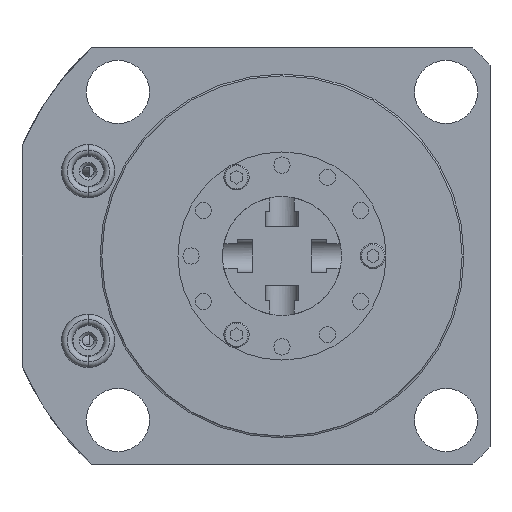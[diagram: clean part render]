
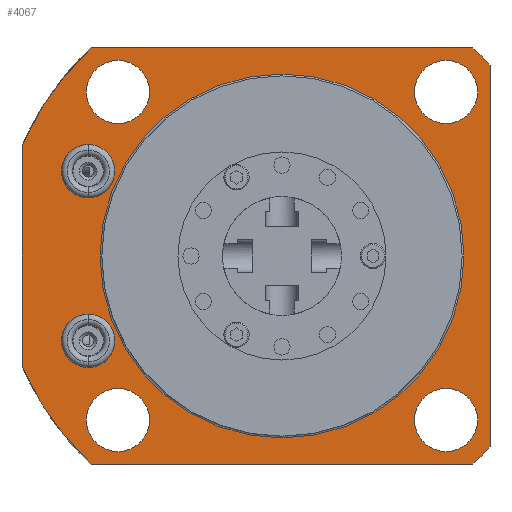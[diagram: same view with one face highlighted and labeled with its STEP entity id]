
A CAD part, front view. The second image highlights one B-rep face of the part: STEP entity #4067.
In plain terms, the highlighted planar face has unit normal (0, -1, 0).
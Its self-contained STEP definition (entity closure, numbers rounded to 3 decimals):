
#755=CARTESIAN_POINT('',(0.,88.9,0.));
#756=DIRECTION('',(0.,-1.,0.));
#757=DIRECTION('',(0.,0.,1.));
#758=AXIS2_PLACEMENT_3D('',#755,#756,#757);
#770=CARTESIAN_POINT('',(0.,88.9,0.));
#771=DIRECTION('',(0.,-1.,0.));
#772=DIRECTION('',(-0.921,0.,-0.39));
#773=AXIS2_PLACEMENT_3D('',#770,#771,#772);
#775=CARTESIAN_POINT('',(0.,88.9,0.));
#776=DIRECTION('',(0.,-1.,0.));
#777=DIRECTION('',(-0.676,0.,0.737));
#778=AXIS2_PLACEMENT_3D('',#775,#776,#777);
#780=CARTESIAN_POINT('',(0.,88.9,0.));
#781=DIRECTION('',(0.,-1.,0.));
#782=DIRECTION('',(0.737,0.,0.676));
#783=AXIS2_PLACEMENT_3D('',#780,#781,#782);
#785=CARTESIAN_POINT('',(0.,88.9,0.));
#786=DIRECTION('',(0.,-1.,0.));
#787=DIRECTION('',(0.676,0.,-0.737));
#788=AXIS2_PLACEMENT_3D('',#785,#786,#787);
#790=CARTESIAN_POINT('',(35.052,88.9,-35.052));
#791=DIRECTION('',(0.,-1.,0.));
#792=DIRECTION('',(1.,0.,0.));
#793=AXIS2_PLACEMENT_3D('',#790,#791,#792);
#795=CARTESIAN_POINT('',(35.052,88.9,-35.052));
#796=DIRECTION('',(0.,-1.,0.));
#797=DIRECTION('',(-1.,0.,0.));
#798=AXIS2_PLACEMENT_3D('',#795,#796,#797);
#800=CARTESIAN_POINT('',(35.052,88.9,35.052));
#801=DIRECTION('',(0.,-1.,0.));
#802=DIRECTION('',(1.,0.,0.));
#803=AXIS2_PLACEMENT_3D('',#800,#801,#802);
#805=CARTESIAN_POINT('',(35.052,88.9,35.052));
#806=DIRECTION('',(0.,-1.,0.));
#807=DIRECTION('',(-1.,0.,0.));
#808=AXIS2_PLACEMENT_3D('',#805,#806,#807);
#810=CARTESIAN_POINT('',(-35.052,88.9,-35.052));
#811=DIRECTION('',(0.,-1.,0.));
#812=DIRECTION('',(1.,0.,0.));
#813=AXIS2_PLACEMENT_3D('',#810,#811,#812);
#815=CARTESIAN_POINT('',(-35.052,88.9,-35.052));
#816=DIRECTION('',(0.,-1.,0.));
#817=DIRECTION('',(-1.,0.,0.));
#818=AXIS2_PLACEMENT_3D('',#815,#816,#817);
#820=CARTESIAN_POINT('',(-35.052,88.9,35.052));
#821=DIRECTION('',(0.,-1.,0.));
#822=DIRECTION('',(1.,0.,0.));
#823=AXIS2_PLACEMENT_3D('',#820,#821,#822);
#825=CARTESIAN_POINT('',(-35.052,88.9,35.052));
#826=DIRECTION('',(0.,-1.,0.));
#827=DIRECTION('',(-1.,0.,0.));
#828=AXIS2_PLACEMENT_3D('',#825,#826,#827);
#830=CARTESIAN_POINT('',(-41.402,88.9,-18.11));
#831=DIRECTION('',(0.,1.,0.));
#832=DIRECTION('',(-1.,0.,0.));
#833=AXIS2_PLACEMENT_3D('',#830,#831,#832);
#835=CARTESIAN_POINT('',(-41.402,88.9,-18.11));
#836=DIRECTION('',(0.,1.,0.));
#837=DIRECTION('',(1.,0.,0.));
#838=AXIS2_PLACEMENT_3D('',#835,#836,#837);
#840=CARTESIAN_POINT('',(-41.402,88.9,18.11));
#841=DIRECTION('',(0.,1.,0.));
#842=DIRECTION('',(-1.,0.,0.));
#843=AXIS2_PLACEMENT_3D('',#840,#841,#842);
#845=CARTESIAN_POINT('',(-41.402,88.9,18.11));
#846=DIRECTION('',(0.,1.,0.));
#847=DIRECTION('',(1.,0.,0.));
#848=AXIS2_PLACEMENT_3D('',#845,#846,#847);
#866=DIRECTION('',(-1.,0.,0.));
#867=VECTOR('',#866,81.567);
#868=CARTESIAN_POINT('',(40.784,88.9,-44.45));
#869=LINE('',#868,#867);
#966=DIRECTION('',(0.,0.,1.));
#967=VECTOR('',#966,47.045);
#968=CARTESIAN_POINT('',(-55.55,88.9,-23.522));
#969=LINE('',#968,#967);
#1389=DIRECTION('',(0.,0.,-1.));
#1390=VECTOR('',#1389,81.567);
#1391=CARTESIAN_POINT('',(44.45,88.9,40.784));
#1392=LINE('',#1391,#1390);
#1476=DIRECTION('',(1.,0.,0.));
#1477=VECTOR('',#1476,81.567);
#1478=CARTESIAN_POINT('',(-40.784,88.9,44.45));
#1479=LINE('',#1478,#1477);
#2124=CARTESIAN_POINT('',(0.,88.9,0.));
#2125=DIRECTION('',(0.,-1.,0.));
#2126=DIRECTION('',(0.,0.,-1.));
#2127=AXIS2_PLACEMENT_3D('',#2124,#2125,#2126);
#2645=CARTESIAN_POINT('',(40.784,88.9,-44.45));
#2646=CARTESIAN_POINT('',(-40.784,88.9,-44.45));
#2647=VERTEX_POINT('',#2645);
#2648=VERTEX_POINT('',#2646);
#2649=CARTESIAN_POINT('',(-55.55,88.9,-23.522));
#2650=CARTESIAN_POINT('',(-55.55,88.9,23.522));
#2651=VERTEX_POINT('',#2649);
#2652=VERTEX_POINT('',#2650);
#2653=CARTESIAN_POINT('',(-40.784,88.9,44.45));
#2654=CARTESIAN_POINT('',(40.784,88.9,44.45));
#2655=VERTEX_POINT('',#2653);
#2656=VERTEX_POINT('',#2654);
#2657=CARTESIAN_POINT('',(44.45,88.9,40.784));
#2658=CARTESIAN_POINT('',(44.45,88.9,-40.784));
#2659=VERTEX_POINT('',#2657);
#2660=VERTEX_POINT('',#2658);
#2661=CARTESIAN_POINT('',(41.796,88.9,-35.052));
#2662=CARTESIAN_POINT('',(28.309,88.9,-35.052));
#2663=VERTEX_POINT('',#2661);
#2664=VERTEX_POINT('',#2662);
#2669=CARTESIAN_POINT('',(-47.104,88.9,-18.11));
#2670=CARTESIAN_POINT('',(-35.7,88.9,-18.11));
#2671=VERTEX_POINT('',#2669);
#2672=VERTEX_POINT('',#2670);
#2691=CARTESIAN_POINT('',(0.,88.9,-38.874));
#2692=CARTESIAN_POINT('',(0.,88.9,38.874));
#2693=VERTEX_POINT('',#2691);
#2694=VERTEX_POINT('',#2692);
#2729=CARTESIAN_POINT('',(41.796,88.9,35.052));
#2730=CARTESIAN_POINT('',(28.309,88.9,35.052));
#2731=VERTEX_POINT('',#2729);
#2732=VERTEX_POINT('',#2730);
#2733=CARTESIAN_POINT('',(-28.309,88.9,-35.052));
#2734=CARTESIAN_POINT('',(-41.796,88.9,-35.052));
#2735=VERTEX_POINT('',#2733);
#2736=VERTEX_POINT('',#2734);
#2737=CARTESIAN_POINT('',(-28.309,88.9,35.052));
#2738=CARTESIAN_POINT('',(-41.796,88.9,35.052));
#2739=VERTEX_POINT('',#2737);
#2740=VERTEX_POINT('',#2738);
#2817=CARTESIAN_POINT('',(-47.104,88.9,18.11));
#2818=CARTESIAN_POINT('',(-35.7,88.9,18.11));
#2819=VERTEX_POINT('',#2817);
#2820=VERTEX_POINT('',#2818);
#4003=CARTESIAN_POINT('',(0.,88.9,0.));
#4004=DIRECTION('',(0.,-1.,0.));
#4005=DIRECTION('',(0.,0.,1.));
#4006=AXIS2_PLACEMENT_3D('',#4003,#4004,#4005);
#4007=PLANE('',#4006);
#4009=ORIENTED_EDGE('',*,*,#4008,.T.);
#4011=ORIENTED_EDGE('',*,*,#4010,.F.);
#4013=ORIENTED_EDGE('',*,*,#4012,.T.);
#4015=ORIENTED_EDGE('',*,*,#4014,.F.);
#4017=ORIENTED_EDGE('',*,*,#4016,.T.);
#4019=ORIENTED_EDGE('',*,*,#4018,.F.);
#4021=ORIENTED_EDGE('',*,*,#4020,.T.);
#4023=ORIENTED_EDGE('',*,*,#4022,.F.);
#4024=EDGE_LOOP('',(#4009,#4011,#4013,#4015,#4017,#4019,#4021,#4023));
#4025=FACE_OUTER_BOUND('',#4024,.F.);
#4027=ORIENTED_EDGE('',*,*,#4026,.T.);
#4028=ORIENTED_EDGE('',*,*,#3993,.T.);
#4029=EDGE_LOOP('',(#4027,#4028));
#4030=FACE_BOUND('',#4029,.F.);
#4032=ORIENTED_EDGE('',*,*,#4031,.T.);
#4034=ORIENTED_EDGE('',*,*,#4033,.T.);
#4035=EDGE_LOOP('',(#4032,#4034));
#4036=FACE_BOUND('',#4035,.F.);
#4038=ORIENTED_EDGE('',*,*,#4037,.T.);
#4040=ORIENTED_EDGE('',*,*,#4039,.T.);
#4041=EDGE_LOOP('',(#4038,#4040));
#4042=FACE_BOUND('',#4041,.F.);
#4044=ORIENTED_EDGE('',*,*,#4043,.T.);
#4046=ORIENTED_EDGE('',*,*,#4045,.T.);
#4047=EDGE_LOOP('',(#4044,#4046));
#4048=FACE_BOUND('',#4047,.F.);
#4050=ORIENTED_EDGE('',*,*,#4049,.T.);
#4052=ORIENTED_EDGE('',*,*,#4051,.T.);
#4053=EDGE_LOOP('',(#4050,#4052));
#4054=FACE_BOUND('',#4053,.F.);
#4056=ORIENTED_EDGE('',*,*,#4055,.F.);
#4058=ORIENTED_EDGE('',*,*,#4057,.F.);
#4059=EDGE_LOOP('',(#4056,#4058));
#4060=FACE_BOUND('',#4059,.F.);
#4062=ORIENTED_EDGE('',*,*,#4061,.F.);
#4064=ORIENTED_EDGE('',*,*,#4063,.F.);
#4065=EDGE_LOOP('',(#4062,#4064));
#4066=FACE_BOUND('',#4065,.F.);
#759=CIRCLE('',#758,38.874);
#774=CIRCLE('',#773,60.325);
#779=CIRCLE('',#778,60.325);
#784=CIRCLE('',#783,60.325);
#789=CIRCLE('',#788,60.325);
#794=CIRCLE('',#793,6.744);
#799=CIRCLE('',#798,6.744);
#804=CIRCLE('',#803,6.744);
#809=CIRCLE('',#808,6.744);
#814=CIRCLE('',#813,6.744);
#819=CIRCLE('',#818,6.744);
#824=CIRCLE('',#823,6.744);
#829=CIRCLE('',#828,6.744);
#834=CIRCLE('',#833,5.702);
#839=CIRCLE('',#838,5.702);
#844=CIRCLE('',#843,5.702);
#849=CIRCLE('',#848,5.702);
#2128=CIRCLE('',#2127,38.874);
#3993=EDGE_CURVE('',#2694,#2693,#759,.T.);
#4008=EDGE_CURVE('',#2647,#2648,#869,.T.);
#4010=EDGE_CURVE('',#2651,#2648,#774,.T.);
#4012=EDGE_CURVE('',#2651,#2652,#969,.T.);
#4014=EDGE_CURVE('',#2655,#2652,#779,.T.);
#4016=EDGE_CURVE('',#2655,#2656,#1479,.T.);
#4018=EDGE_CURVE('',#2659,#2656,#784,.T.);
#4020=EDGE_CURVE('',#2659,#2660,#1392,.T.);
#4022=EDGE_CURVE('',#2647,#2660,#789,.T.);
#4026=EDGE_CURVE('',#2693,#2694,#2128,.T.);
#4031=EDGE_CURVE('',#2663,#2664,#794,.T.);
#4033=EDGE_CURVE('',#2664,#2663,#799,.T.);
#4037=EDGE_CURVE('',#2731,#2732,#804,.T.);
#4039=EDGE_CURVE('',#2732,#2731,#809,.T.);
#4043=EDGE_CURVE('',#2735,#2736,#814,.T.);
#4045=EDGE_CURVE('',#2736,#2735,#819,.T.);
#4049=EDGE_CURVE('',#2739,#2740,#824,.T.);
#4051=EDGE_CURVE('',#2740,#2739,#829,.T.);
#4055=EDGE_CURVE('',#2671,#2672,#834,.T.);
#4057=EDGE_CURVE('',#2672,#2671,#839,.T.);
#4061=EDGE_CURVE('',#2819,#2820,#844,.T.);
#4063=EDGE_CURVE('',#2820,#2819,#849,.T.);
#4067=ADVANCED_FACE('',(#4025,#4030,#4036,#4042,#4048,#4054,#4060,#4066),#4007,
.T.);
